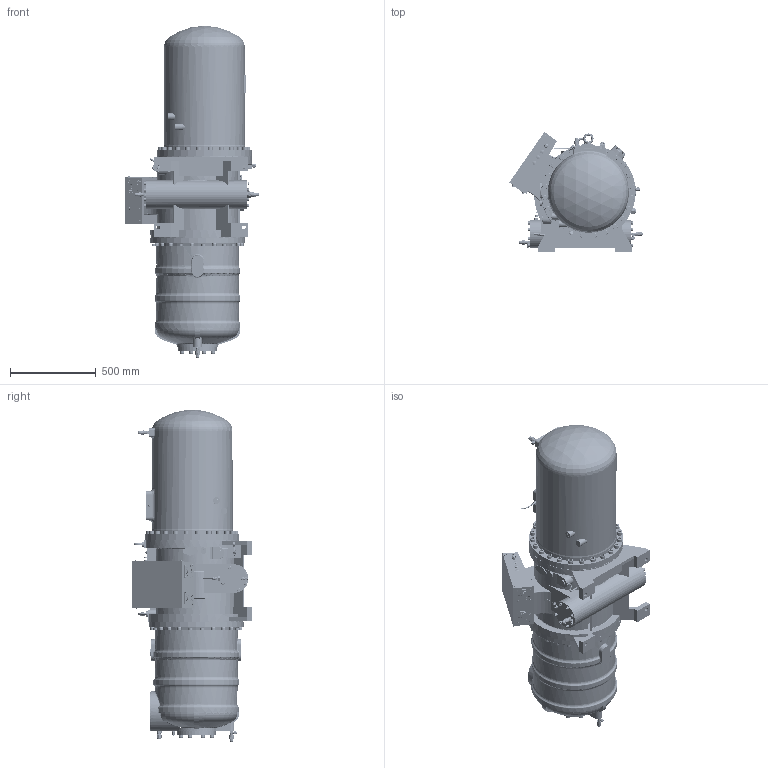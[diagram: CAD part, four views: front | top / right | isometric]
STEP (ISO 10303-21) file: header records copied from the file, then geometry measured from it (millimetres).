
FILE_DESCRIPTION(/* description */ ('STEP AP203'),/* implementation_level */ '2;1');
FILE_NAME(/* name */ 'RC2-710B outline.STEP',/* time_stamp */ '2017-06-28T11:02:43-04:00',/* author */ ('Ian L Mitchell'),/* organization */ (''),/* preprocessor_version */ 'ST-DEVELOPER v16.5',/* originating_system */ 'Autodesk Inventor 2017',/* authorisation */ '');
FILE_SCHEMA (('AUTOMOTIVE_DESIGN { 1 0 10303 214 3 1 1 }'));
Length unit declared in the file: centimetre
Products named in the file (1): RC2-710B outline
Bounding box: 776.8 x 700.45 x 1934.16 mm (x, y, z)
Surface area: 6278525.4 mm2 (no closed solid volume)
Topology: 0 solids, 347 shells, 2441 faces, 9242 edges, 6984 vertices
Faces by surface type: plane 1402, cylinder 605, torus 217, bspline 136, cone 61, sphere 20
Full cylindrical faces by diameter (mm): 2 x3, 3 x1, 3.006 x1, 3.3 x3, 4 x1, 4.5 x1, 5 x1, 6.5 x4, 7 x11, 8.5 x1, 11 x6, 12 x2, 13 x1, 13.157 x2, 13.7 x2, 14 x11, 14.88 x3, 15 x2, 16 x10, 17 x4, 17.5 x10, 17.7 x1, 18 x34, 19.2 x2, 20 x4, 20.2 x1, 20.5 x2, 21.5 x1, 22 x8, 22.5 x2
Entity records: 134289 total; most frequent: CARTESIAN_POINT 58923, DIRECTION 15493, ORIENTED_EDGE 12643, EDGE_CURVE 8728, VERTEX_POINT 6914, AXIS2_PLACEMENT_3D 5408, LINE 4677, VECTOR 4677
